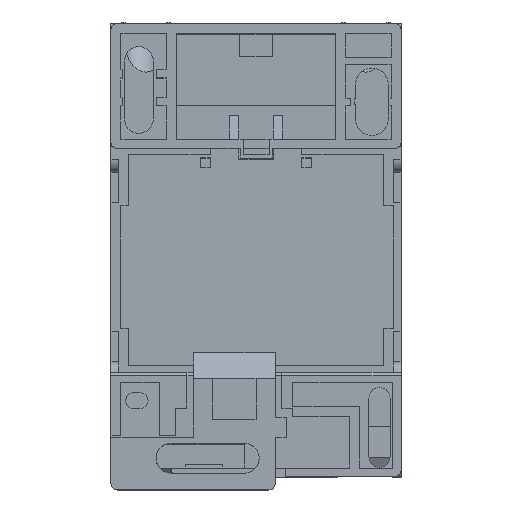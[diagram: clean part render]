
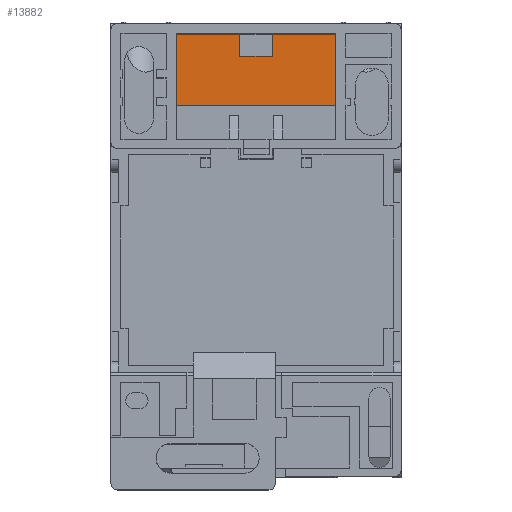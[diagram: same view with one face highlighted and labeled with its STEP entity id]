
A CAD part, top view. The second image highlights one B-rep face of the part: STEP entity #13882.
In plain terms, the highlighted planar face has unit normal (0, 0, 1).
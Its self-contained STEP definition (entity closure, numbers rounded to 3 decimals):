
#314 = LINE ( 'NONE', #15773, #19441 ) ;
#2114 = VECTOR ( 'NONE', #31556, 1000. ) ;
#2241 = FACE_OUTER_BOUND ( 'NONE', #22785, .T. ) ;
#2910 = ORIENTED_EDGE ( 'NONE', *, *, #30013, .T. ) ;
#3057 = CARTESIAN_POINT ( 'NONE',  ( 12.38, 22.365, 31.75 ) ) ;
#3377 = ORIENTED_EDGE ( 'NONE', *, *, #12490, .F. ) ;
#3483 = CARTESIAN_POINT ( 'NONE',  ( 12.38, 33.565, 31.75 ) ) ;
#5016 = DIRECTION ( 'NONE',  ( -1., 0., 0. ) ) ;
#5268 = LINE ( 'NONE', #8053, #12213 ) ;
#5703 = ORIENTED_EDGE ( 'NONE', *, *, #25192, .T. ) ;
#6402 = ORIENTED_EDGE ( 'NONE', *, *, #17839, .T. ) ;
#7321 = PLANE ( 'NONE',  #26785 ) ;
#7618 = VERTEX_POINT ( 'NONE', #28626 ) ;
#7753 = EDGE_CURVE ( 'NONE', #22649, #29930, #9752, .T. ) ;
#8053 = CARTESIAN_POINT ( 'NONE',  ( -12.38, 33.565, 31.75 ) ) ;
#8239 = VECTOR ( 'NONE', #27880, 1000. ) ;
#8439 = DIRECTION ( 'NONE',  ( -1., 0., 0. ) ) ;
#8441 = ORIENTED_EDGE ( 'NONE', *, *, #7753, .F. ) ;
#8500 = CARTESIAN_POINT ( 'NONE',  ( 12.38, 22.365, 31.75 ) ) ;
#9586 = CARTESIAN_POINT ( 'NONE',  ( 2.5, 30.125, 31.75 ) ) ;
#9752 = LINE ( 'NONE', #24399, #2114 ) ;
#11535 = DIRECTION ( 'NONE',  ( 1., 0., 0. ) ) ;
#12213 = VECTOR ( 'NONE', #28071, 1000. ) ;
#12490 = EDGE_CURVE ( 'NONE', #17371, #29542, #29921, .T. ) ;
#12595 = DIRECTION ( 'NONE',  ( -1., 0., 0. ) ) ;
#12859 = VERTEX_POINT ( 'NONE', #3057 ) ;
#13882 = ADVANCED_FACE ( 'NONE', ( #2241 ), #7321, .F. ) ;
#14585 = CARTESIAN_POINT ( 'NONE',  ( -2.5, 30.125, 31.75 ) ) ;
#14835 = VECTOR ( 'NONE', #11535, 1000. ) ;
#14927 = VECTOR ( 'NONE', #26165, 1000. ) ;
#15773 = CARTESIAN_POINT ( 'NONE',  ( 0., 30.125, 31.75 ) ) ;
#16103 = LINE ( 'NONE', #23901, #14835 ) ;
#16248 = LINE ( 'NONE', #21790, #14927 ) ;
#16771 = CARTESIAN_POINT ( 'NONE',  ( 2.5, 30.125, 31.75 ) ) ;
#17233 = CARTESIAN_POINT ( 'NONE',  ( 0., 0., 31.75 ) ) ;
#17371 = VERTEX_POINT ( 'NONE', #16771 ) ;
#17387 = DIRECTION ( 'NONE',  ( 0., 0., -1. ) ) ;
#17839 = EDGE_CURVE ( 'NONE', #7618, #22704, #16248, .T. ) ;
#17972 = ORIENTED_EDGE ( 'NONE', *, *, #30541, .T. ) ;
#19118 = ORIENTED_EDGE ( 'NONE', *, *, #25366, .T. ) ;
#19441 = VECTOR ( 'NONE', #8439, 1000. ) ;
#21790 = CARTESIAN_POINT ( 'NONE',  ( -12.38, 22.365, 31.75 ) ) ;
#22649 = VERTEX_POINT ( 'NONE', #24763 ) ;
#22704 = VERTEX_POINT ( 'NONE', #23751 ) ;
#22785 = EDGE_LOOP ( 'NONE', ( #2910, #6402, #17972, #19118, #5703, #3377, #29073, #8441 ) ) ;
#23527 = VERTEX_POINT ( 'NONE', #3483 ) ;
#23751 = CARTESIAN_POINT ( 'NONE',  ( -12.38, 22.365, 31.75 ) ) ;
#23798 = VECTOR ( 'NONE', #12595, 1000. ) ;
#23901 = CARTESIAN_POINT ( 'NONE',  ( -12.38, 22.365, 31.75 ) ) ;
#24205 = CARTESIAN_POINT ( 'NONE',  ( 2.5, 33.565, 31.75 ) ) ;
#24399 = CARTESIAN_POINT ( 'NONE',  ( -2.5, 30.125, 31.75 ) ) ;
#24763 = CARTESIAN_POINT ( 'NONE',  ( -2.5, 33.565, 31.75 ) ) ;
#25192 = EDGE_CURVE ( 'NONE', #23527, #29542, #27087, .T. ) ;
#25366 = EDGE_CURVE ( 'NONE', #12859, #23527, #30787, .T. ) ;
#26165 = DIRECTION ( 'NONE',  ( 0., -1., 0. ) ) ;
#26785 = AXIS2_PLACEMENT_3D ( 'NONE', #17233, #17387, #5016 ) ;
#27087 = LINE ( 'NONE', #32136, #23798 ) ;
#27209 = VECTOR ( 'NONE', #29444, 1000. ) ;
#27880 = DIRECTION ( 'NONE',  ( 0., 1., 0. ) ) ;
#28071 = DIRECTION ( 'NONE',  ( -1., 0., 0. ) ) ;
#28626 = CARTESIAN_POINT ( 'NONE',  ( -12.38, 33.565, 31.75 ) ) ;
#29073 = ORIENTED_EDGE ( 'NONE', *, *, #29189, .T. ) ;
#29189 = EDGE_CURVE ( 'NONE', #17371, #29930, #314, .T. ) ;
#29444 = DIRECTION ( 'NONE',  ( 0., 1., 0. ) ) ;
#29542 = VERTEX_POINT ( 'NONE', #24205 ) ;
#29921 = LINE ( 'NONE', #9586, #27209 ) ;
#29930 = VERTEX_POINT ( 'NONE', #14585 ) ;
#30013 = EDGE_CURVE ( 'NONE', #22649, #7618, #5268, .T. ) ;
#30541 = EDGE_CURVE ( 'NONE', #22704, #12859, #16103, .T. ) ;
#30787 = LINE ( 'NONE', #8500, #8239 ) ;
#31556 = DIRECTION ( 'NONE',  ( 0., -1., 0. ) ) ;
#32136 = CARTESIAN_POINT ( 'NONE',  ( -12.38, 33.565, 31.75 ) ) ;
